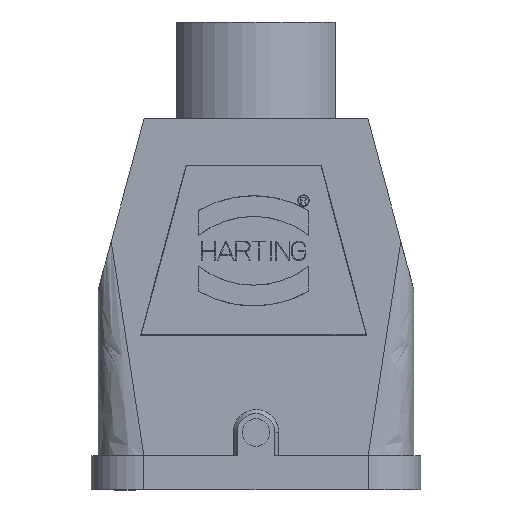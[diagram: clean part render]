
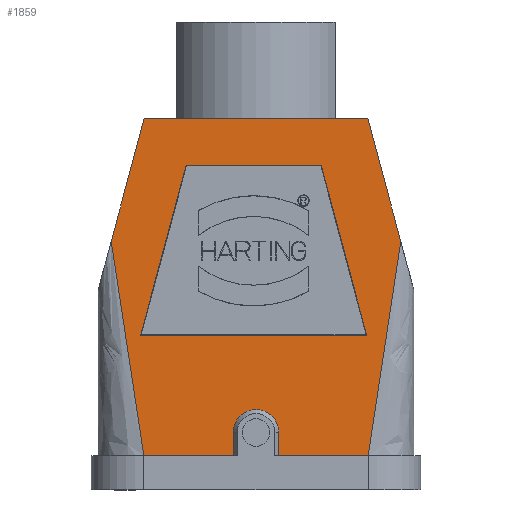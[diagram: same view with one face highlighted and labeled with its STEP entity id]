
A CAD part, front view. The second image highlights one B-rep face of the part: STEP entity #1859.
In plain terms, the highlighted planar face has unit normal (0, -1, 0).
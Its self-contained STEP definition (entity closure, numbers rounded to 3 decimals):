
#1021=LINE('',#7363,#1416);
#1023=LINE('',#7367,#1418);
#1025=LINE('',#7371,#1420);
#1027=LINE('',#7375,#1422);
#1029=LINE('',#7391,#1424);
#1045=LINE('',#8305,#1440);
#1047=LINE('',#8309,#1442);
#1053=LINE('',#8353,#1448);
#1057=LINE('',#8372,#1452);
#1061=LINE('',#8384,#1456);
#1062=LINE('',#8386,#1457);
#1063=LINE('',#8388,#1458);
#1064=LINE('',#8389,#1459);
#1416=VECTOR('',#5791,1.);
#1418=VECTOR('',#5795,1.);
#1420=VECTOR('',#5799,1.);
#1422=VECTOR('',#5803,1.);
#1424=VECTOR('',#5807,1.);
#1440=VECTOR('',#5849,1.);
#1442=VECTOR('',#5853,1.);
#1448=VECTOR('',#5865,1.);
#1452=VECTOR('',#5871,1.);
#1456=VECTOR('',#5883,1.);
#1457=VECTOR('',#5886,1.);
#1458=VECTOR('',#5887,1.);
#1459=VECTOR('',#5888,1.);
#1655=FACE_BOUND('',#2493,.T.);
#1656=FACE_BOUND('',#2494,.T.);
#1859=ADVANCED_FACE('',(#1655,#1656),#2065,.T.);
#2065=PLANE('',#5121);
#2493=EDGE_LOOP('',(#3369,#3370,#3371,#3372));
#2494=EDGE_LOOP('',(#3373,#3374,#3375,#3376,#3377,#3378,#3379,#3380,#3381,
#3382));
#3369=ORIENTED_EDGE('',*,*,#4524,.T.);
#3370=ORIENTED_EDGE('',*,*,#4518,.T.);
#3371=ORIENTED_EDGE('',*,*,#4520,.T.);
#3372=ORIENTED_EDGE('',*,*,#4522,.T.);
#3373=ORIENTED_EDGE('',*,*,#4579,.T.);
#3374=ORIENTED_EDGE('',*,*,#4580,.T.);
#3375=ORIENTED_EDGE('',*,*,#4578,.T.);
#3376=ORIENTED_EDGE('',*,*,#4575,.T.);
#3377=ORIENTED_EDGE('',*,*,#4572,.T.);
#3378=ORIENTED_EDGE('',*,*,#4581,.T.);
#3379=ORIENTED_EDGE('',*,*,#4567,.T.);
#3380=ORIENTED_EDGE('',*,*,#4558,.F.);
#3381=ORIENTED_EDGE('',*,*,#4556,.F.);
#3382=ORIENTED_EDGE('',*,*,#4527,.F.);
#4012=VERTEX_POINT('',#7362);
#4013=VERTEX_POINT('',#7364);
#4014=VERTEX_POINT('',#7368);
#4015=VERTEX_POINT('',#7372);
#4018=VERTEX_POINT('',#7390);
#4019=VERTEX_POINT('',#7392);
#4039=VERTEX_POINT('',#8303);
#4041=VERTEX_POINT('',#8310);
#4047=VERTEX_POINT('',#8354);
#4048=VERTEX_POINT('',#8366);
#4051=VERTEX_POINT('',#8371);
#4053=VERTEX_POINT('',#8376);
#4055=VERTEX_POINT('',#8382);
#4056=VERTEX_POINT('',#8387);
#4518=EDGE_CURVE('',#4013,#4012,#1021,.T.);
#4520=EDGE_CURVE('',#4012,#4014,#1023,.T.);
#4522=EDGE_CURVE('',#4014,#4015,#1025,.T.);
#4524=EDGE_CURVE('',#4015,#4013,#1027,.T.);
#4527=EDGE_CURVE('',#4018,#4019,#1029,.T.);
#4556=EDGE_CURVE('',#4019,#4039,#1045,.T.);
#4558=EDGE_CURVE('',#4039,#4041,#1047,.T.);
#4567=EDGE_CURVE('',#4047,#4041,#1053,.T.);
#4572=EDGE_CURVE('',#4048,#4051,#1057,.T.);
#4575=EDGE_CURVE('',#4053,#4048,#4776,.T.);
#4578=EDGE_CURVE('',#4055,#4053,#1061,.T.);
#4579=EDGE_CURVE('',#4018,#4056,#1062,.T.);
#4580=EDGE_CURVE('',#4056,#4055,#1063,.T.);
#4581=EDGE_CURVE('',#4051,#4047,#1064,.T.);
#4776=CIRCLE('',#5118,3.327);
#5118=AXIS2_PLACEMENT_3D('',#8378,#5877,#5878);
#5121=AXIS2_PLACEMENT_3D('',#8390,#5889,#5890);
#5791=DIRECTION('',(-1.,0.,0.));
#5795=DIRECTION('',(0.259,0.,0.966));
#5799=DIRECTION('',(1.,0.,0.));
#5803=DIRECTION('',(0.259,0.,-0.966));
#5807=DIRECTION('',(0.259,0.,0.966));
#5849=DIRECTION('',(1.,0.,0.));
#5853=DIRECTION('',(0.259,0.,-0.966));
#5865=DIRECTION('',(0.15,0.,0.989));
#5871=DIRECTION('',(0.,0.,-1.));
#5877=DIRECTION('',(0.,1.,0.));
#5878=DIRECTION('',(-1.,0.,0.));
#5883=DIRECTION('',(0.,0.,1.));
#5886=DIRECTION('',(0.15,0.,-0.989));
#5887=DIRECTION('',(1.,0.,0.));
#5888=DIRECTION('',(1.,0.,0.));
#5889=DIRECTION('',(0.,-1.,0.));
#5890=DIRECTION('',(1.,0.,0.));
#7362=CARTESIAN_POINT('',(-16.762,-13.35,9.4));
#7363=CARTESIAN_POINT('',(13.476,-13.35,9.4));
#7364=CARTESIAN_POINT('',(16.082,-13.35,9.4));
#7367=CARTESIAN_POINT('',(-16.088,-13.35,11.918));
#7368=CARTESIAN_POINT('',(-10.155,-13.35,34.059));
#7371=CARTESIAN_POINT('',(-8.62,-13.35,34.059));
#7372=CARTESIAN_POINT('',(9.475,-13.35,34.059));
#7375=CARTESIAN_POINT('',(9.872,-13.35,32.576));
#7390=CARTESIAN_POINT('',(-21.036,-13.35,23.042));
#7391=CARTESIAN_POINT('',(-23.08,-13.35,15.415));
#7392=CARTESIAN_POINT('',(-16.251,-13.35,40.9));
#8303=CARTESIAN_POINT('',(16.251,-13.35,40.9));
#8305=CARTESIAN_POINT('',(-18.6,-13.35,40.9));
#8309=CARTESIAN_POINT('',(15.833,-13.35,42.462));
#8310=CARTESIAN_POINT('',(21.036,-13.35,23.042));
#8353=CARTESIAN_POINT('',(16.3,-13.35,-8.1));
#8354=CARTESIAN_POINT('',(16.3,-13.35,-8.1));
#8366=CARTESIAN_POINT('',(3.327,-13.35,-4.75));
#8371=CARTESIAN_POINT('',(3.327,-13.35,-8.1));
#8372=CARTESIAN_POINT('',(3.327,-13.35,-4.75));
#8376=CARTESIAN_POINT('',(-3.327,-13.35,-4.75));
#8378=CARTESIAN_POINT('',(0.,-13.35,-4.75));
#8382=CARTESIAN_POINT('',(-3.327,-13.35,-8.1));
#8384=CARTESIAN_POINT('',(-3.327,-13.35,-8.1));
#8386=CARTESIAN_POINT('',(-20.474,-13.35,19.345));
#8387=CARTESIAN_POINT('',(-16.3,-13.35,-8.1));
#8388=CARTESIAN_POINT('',(-16.3,-13.35,-8.1));
#8389=CARTESIAN_POINT('',(3.327,-13.35,-8.1));
#8390=CARTESIAN_POINT('',(-24.198,-13.35,-9.7));
